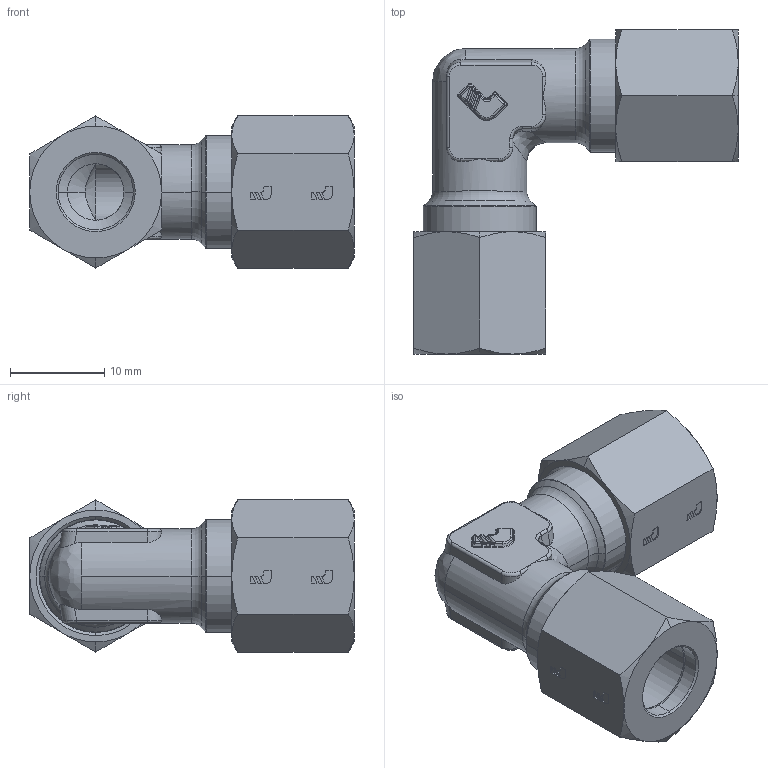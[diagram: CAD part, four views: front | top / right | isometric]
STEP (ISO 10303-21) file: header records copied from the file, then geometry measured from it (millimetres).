
FILE_DESCRIPTION(('STEP AP214'),'1');
FILE_NAME('1802_08_00.stp','2016-07-07T14:24:23',('TraceParts'),('TraceParts S.A.'),'Spatial InterOp 3D',' ',' ');
FILE_SCHEMA(('automotive_design'));
Length unit declared in the file: millimetre
Products named in the file (5): Solide1; Solide2; Solide3; Solide4; Solide5
Bounding box: 34.45 x 34.45 x 16.17 mm (x, y, z)
Volume: 4950.9 mm3; surface area: 5694.9 mm2
Topology: 5 solids, 5 shells, 704 faces, 1824 edges, 1153 vertices
Faces by surface type: plane 399, cylinder 165, cone 77, torus 28, bspline 24, sphere 11
Entity records: 29030 total; most frequent: CARTESIAN_POINT 6113, ORIENTED_EDGE 3648, DIRECTION 3516, EDGE_CURVE 1824, LINE 1264, VECTOR 1264, VERTEX_POINT 1153, AXIS2_PLACEMENT_3D 1126
